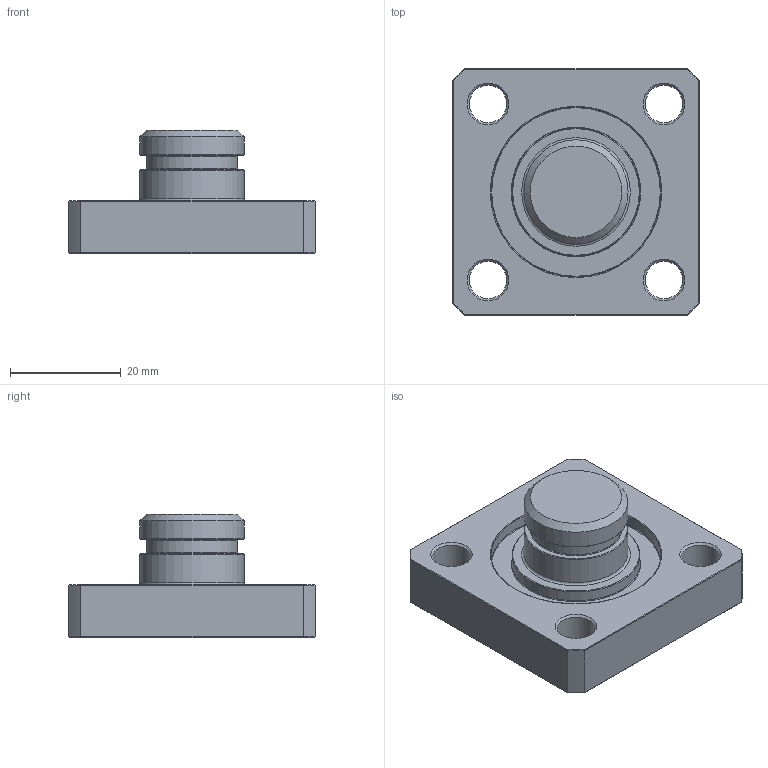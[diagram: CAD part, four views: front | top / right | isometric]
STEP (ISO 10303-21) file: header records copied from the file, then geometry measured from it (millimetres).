
FILE_DESCRIPTION(/* description */ (''),/* implementation_level */ '2;1');
FILE_NAME(/* name */ 'FCR2000 Blind Plug.stp',/* time_stamp */ '2021-01-12T14:52:51+01:00',/* author */ ('sh'),/* organization */ (''),/* preprocessor_version */ 'ST-DEVELOPER v17.2',/* originating_system */ 'Autodesk Inventor 2019',/* authorisation */ '');
FILE_SCHEMA (('AUTOMOTIVE_DESIGN { 1 0 10303 214 3 1 1 }'));
Length unit declared in the file: inch
Products named in the file (1): FCR1500 Blind Plug
Bounding box: 44.45 x 44.45 x 22.23 mm (x, y, z)
Volume: 19967.5 mm3; surface area: 7188 mm2
Topology: 1 solids, 1 shells, 58 faces, 157 edges, 108 vertices
Faces by surface type: plane 19, cone 17, cylinder 13, torus 9
Full cylindrical faces by diameter (mm): 6.756 x4, 16.398 x1, 18.783 x2, 23.114 x1, 30.683 x1
Entity records: 1974 total; most frequent: CARTESIAN_POINT 370, DIRECTION 354, ORIENTED_EDGE 310, AXIS2_PLACEMENT_3D 156, EDGE_CURVE 155, VERTEX_POINT 104, CIRCLE 97, EDGE_LOOP 71
